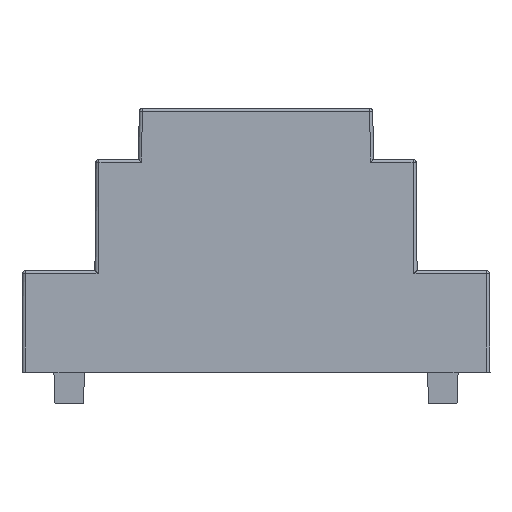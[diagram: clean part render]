
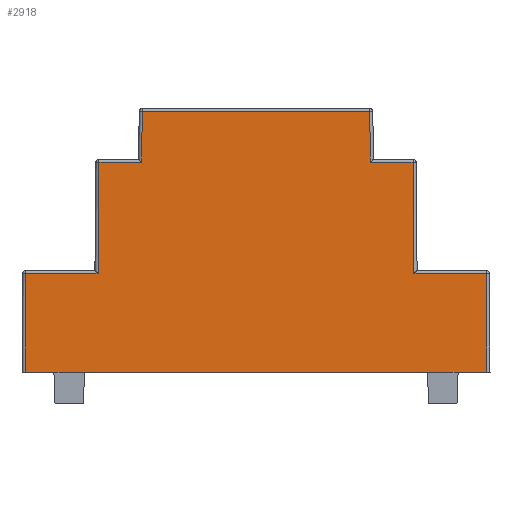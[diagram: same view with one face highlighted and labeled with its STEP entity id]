
A CAD part, front view. The second image highlights one B-rep face of the part: STEP entity #2918.
In plain terms, the highlighted planar face has unit normal (0, -1, 0.009).
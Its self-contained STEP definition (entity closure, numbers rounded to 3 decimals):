
#136=CARTESIAN_POINT('',(-44.401,-43.734,19.054));
#137=VERTEX_POINT('',#136);
#170=CARTESIAN_POINT('',(-30.452,-43.734,19.054));
#171=VERTEX_POINT('',#170);
#194=CARTESIAN_POINT('',(-44.401,-43.734,19.054));
#195=DIRECTION('',(1.0,0.0,0.0));
#196=VECTOR('',#195,13.95);
#197=LINE('',#194,#196);
#198=EDGE_CURVE('',#137,#171,#197,.T.);
#217=CARTESIAN_POINT('',(-44.501,-43.9,0.));
#218=VERTEX_POINT('',#217);
#226=CARTESIAN_POINT('',(-44.401,-43.734,19.054));
#227=DIRECTION('',(-0.005,-0.009,-1.));
#228=VECTOR('',#227,19.055);
#229=LINE('',#226,#228);
#230=EDGE_CURVE('',#137,#218,#229,.T.);
#240=CARTESIAN_POINT('',(-30.264,-43.547,40.504));
#241=VERTEX_POINT('',#240);
#242=CARTESIAN_POINT('',(-30.264,-43.547,40.504));
#243=DIRECTION('',(-0.009,-0.009,-1.));
#244=VECTOR('',#243,21.452);
#245=LINE('',#242,#244);
#246=EDGE_CURVE('',#241,#171,#245,.T.);
#2037=CARTESIAN_POINT('',(-21.908,-43.461,50.304));
#2038=VERTEX_POINT('',#2037);
#2094=CARTESIAN_POINT('',(-22.062,-43.547,40.504));
#2095=VERTEX_POINT('',#2094);
#2107=CARTESIAN_POINT('',(-21.908,-43.461,50.304));
#2108=DIRECTION('',(-0.016,-0.009,-1.));
#2109=VECTOR('',#2108,9.802);
#2110=LINE('',#2107,#2109);
#2111=EDGE_CURVE('',#2038,#2095,#2110,.T.);
#2137=CARTESIAN_POINT('',(-30.264,-43.547,40.504));
#2138=DIRECTION('',(1.0,0.0,0.0));
#2139=VECTOR('',#2138,8.203);
#2140=LINE('',#2137,#2139);
#2141=EDGE_CURVE('',#241,#2095,#2140,.T.);
#2490=CARTESIAN_POINT('',(-38.95,-43.9,0.0));
#2491=VERTEX_POINT('',#2490);
#2508=CARTESIAN_POINT('',(-33.05,-43.9,0.0));
#2509=VERTEX_POINT('',#2508);
#2516=CARTESIAN_POINT('',(-33.05,-43.9,0.0));
#2517=DIRECTION('',(-1.0,0.0,0.0));
#2518=VECTOR('',#2517,5.9);
#2519=LINE('',#2516,#2518);
#2520=EDGE_CURVE('',#2509,#2491,#2519,.T.);
#2771=CARTESIAN_POINT('',(44.401,-43.734,19.054));
#2772=VERTEX_POINT('',#2771);
#2805=CARTESIAN_POINT('',(30.452,-43.734,19.054));
#2806=VERTEX_POINT('',#2805);
#2822=CARTESIAN_POINT('',(44.401,-43.734,19.054));
#2823=DIRECTION('',(-1.0,0.0,0.0));
#2824=VECTOR('',#2823,13.95);
#2825=LINE('',#2822,#2824);
#2826=EDGE_CURVE('',#2772,#2806,#2825,.T.);
#2838=CARTESIAN_POINT('',(0.,-43.681,25.152));
#2839=DIRECTION('',(0.0,1.,-0.009));
#2840=DIRECTION('',(0.0,0.009,1.));
#2841=AXIS2_PLACEMENT_3D('',#2838,#2839,#2840);
#2842=PLANE('',#2841);
#2843=CARTESIAN_POINT('',(30.264,-43.547,40.504));
#2844=VERTEX_POINT('',#2843);
#2845=CARTESIAN_POINT('',(30.264,-43.547,40.504));
#2846=DIRECTION('',(0.009,-0.009,-1.));
#2847=VECTOR('',#2846,21.452);
#2848=LINE('',#2845,#2847);
#2849=EDGE_CURVE('',#2844,#2806,#2848,.T.);
#2850=ORIENTED_EDGE('',*,*,#2849,.F.);
#2851=CARTESIAN_POINT('',(22.062,-43.547,40.504));
#2852=VERTEX_POINT('',#2851);
#2853=CARTESIAN_POINT('',(30.264,-43.547,40.504));
#2854=DIRECTION('',(-1.0,0.0,0.0));
#2855=VECTOR('',#2854,8.203);
#2856=LINE('',#2853,#2855);
#2857=EDGE_CURVE('',#2844,#2852,#2856,.T.);
#2858=ORIENTED_EDGE('',*,*,#2857,.T.);
#2859=CARTESIAN_POINT('',(21.908,-43.461,50.304));
#2860=VERTEX_POINT('',#2859);
#2861=CARTESIAN_POINT('',(21.908,-43.461,50.304));
#2862=DIRECTION('',(0.016,-0.009,-1.));
#2863=VECTOR('',#2862,9.802);
#2864=LINE('',#2861,#2863);
#2865=EDGE_CURVE('',#2860,#2852,#2864,.T.);
#2866=ORIENTED_EDGE('',*,*,#2865,.F.);
#2867=CARTESIAN_POINT('',(-21.908,-43.461,50.304));
#2868=DIRECTION('',(1.0,0.0,0.0));
#2869=VECTOR('',#2868,43.816);
#2870=LINE('',#2867,#2869);
#2871=EDGE_CURVE('',#2038,#2860,#2870,.T.);
#2872=ORIENTED_EDGE('',*,*,#2871,.F.);
#2873=ORIENTED_EDGE('',*,*,#2111,.T.);
#2874=ORIENTED_EDGE('',*,*,#2141,.F.);
#2875=ORIENTED_EDGE('',*,*,#246,.T.);
#2876=ORIENTED_EDGE('',*,*,#198,.F.);
#2877=ORIENTED_EDGE('',*,*,#230,.T.);
#2878=CARTESIAN_POINT('',(-44.501,-43.9,0.0));
#2879=DIRECTION('',(1.0,0.0,0.0));
#2880=VECTOR('',#2879,5.551);
#2881=LINE('',#2878,#2880);
#2882=EDGE_CURVE('',#218,#2491,#2881,.T.);
#2883=ORIENTED_EDGE('',*,*,#2882,.T.);
#2884=ORIENTED_EDGE('',*,*,#2520,.F.);
#2885=CARTESIAN_POINT('',(33.05,-43.9,0.0));
#2886=VERTEX_POINT('',#2885);
#2887=CARTESIAN_POINT('',(-33.05,-43.9,0.0));
#2888=DIRECTION('',(1.0,0.0,0.0));
#2889=VECTOR('',#2888,66.1);
#2890=LINE('',#2887,#2889);
#2891=EDGE_CURVE('',#2509,#2886,#2890,.T.);
#2892=ORIENTED_EDGE('',*,*,#2891,.T.);
#2893=CARTESIAN_POINT('',(38.95,-43.9,0.0));
#2894=VERTEX_POINT('',#2893);
#2895=CARTESIAN_POINT('',(33.05,-43.9,0.0));
#2896=DIRECTION('',(1.0,0.0,0.0));
#2897=VECTOR('',#2896,5.9);
#2898=LINE('',#2895,#2897);
#2899=EDGE_CURVE('',#2886,#2894,#2898,.T.);
#2900=ORIENTED_EDGE('',*,*,#2899,.T.);
#2901=CARTESIAN_POINT('',(44.501,-43.9,0.));
#2902=VERTEX_POINT('',#2901);
#2903=CARTESIAN_POINT('',(44.501,-43.9,0.0));
#2904=DIRECTION('',(-1.0,0.0,0.0));
#2905=VECTOR('',#2904,5.551);
#2906=LINE('',#2903,#2905);
#2907=EDGE_CURVE('',#2902,#2894,#2906,.T.);
#2908=ORIENTED_EDGE('',*,*,#2907,.F.);
#2909=CARTESIAN_POINT('',(44.401,-43.734,19.054));
#2910=DIRECTION('',(0.005,-0.009,-1.));
#2911=VECTOR('',#2910,19.055);
#2912=LINE('',#2909,#2911);
#2913=EDGE_CURVE('',#2772,#2902,#2912,.T.);
#2914=ORIENTED_EDGE('',*,*,#2913,.F.);
#2915=ORIENTED_EDGE('',*,*,#2826,.T.);
#2916=EDGE_LOOP('',(#2850,#2858,#2866,#2872,#2873,#2874,#2875,#2876,#2877,#2883,#2884,#2892,#2900,#2908,#2914,#2915));
#2917=FACE_OUTER_BOUND('',#2916,.T.);
#2918=ADVANCED_FACE('',(#2917),#2842,.F.);
